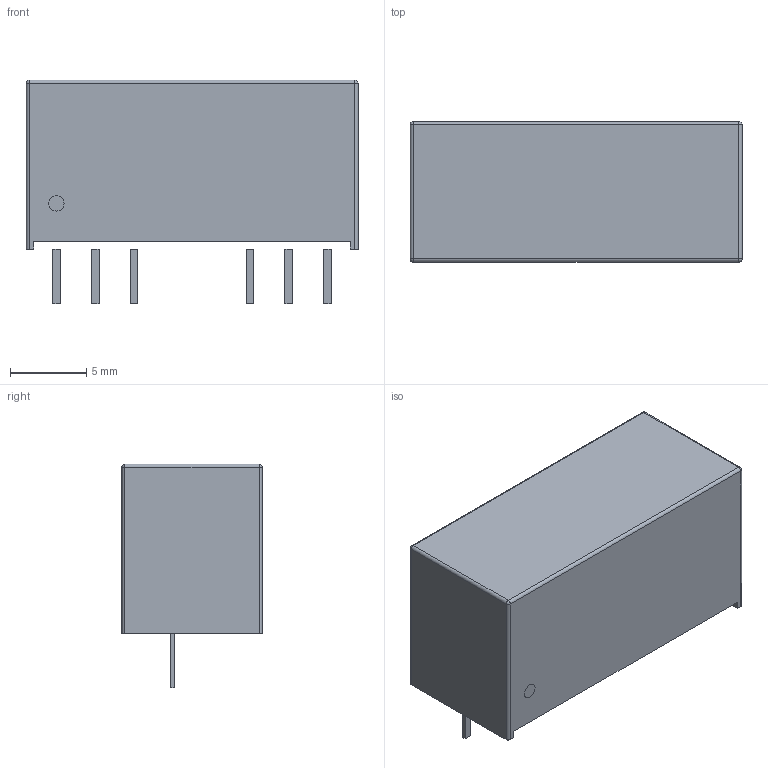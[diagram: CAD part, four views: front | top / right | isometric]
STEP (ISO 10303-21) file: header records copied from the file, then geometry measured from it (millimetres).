
FILE_DESCRIPTION((''),'2;1');
FILE_NAME('DCDC_TRACO_TMR3HI.stp','2015-10-22T15:44:39',(''),(''),'Mechanical Desktop 2011','Mechanical Desktop 2011',', , ');
FILE_SCHEMA(('AUTOMOTIVE_DESIGN { 1 2 10303 214 1 1 1 1 }'));
Length unit declared in the file: millimetre
Products named in the file (1): Product
Bounding box: 21.8 x 9.2 x 14.7 mm (x, y, z)
Volume: 2132.3 mm3; surface area: 1104.6 mm2
Topology: 8 solids, 8 shells, 65 faces, 136 edges, 84 vertices
Faces by surface type: plane 49, cylinder 12, sphere 4
Entity records: 1726 total; most frequent: DIRECTION 288, CARTESIAN_POINT 282, ORIENTED_EDGE 264, EDGE_CURVE 132, VECTOR 108, LINE 108, AXIS2_PLACEMENT_3D 90, VERTEX_POINT 84
